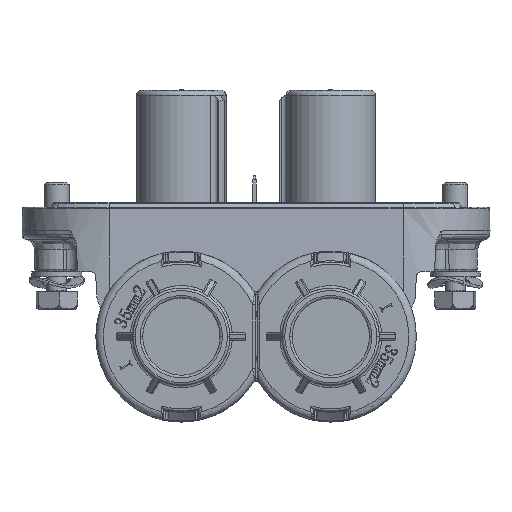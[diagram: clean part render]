
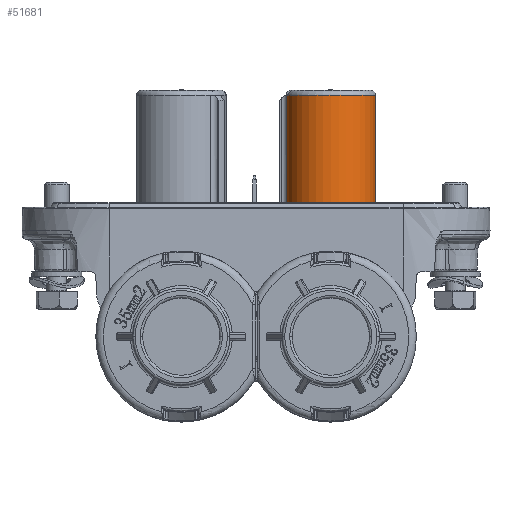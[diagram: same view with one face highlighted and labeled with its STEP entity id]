
A CAD part, front view. The second image highlights one B-rep face of the part: STEP entity #51681.
In plain terms, the highlighted cylindrical face has radius 9 mm (diameter 18 mm), a partial arc.
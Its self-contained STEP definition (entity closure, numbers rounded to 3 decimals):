
#574 = ORIENTED_EDGE ( 'NONE', *, *, #89861, .T. ) ;
#1451 = CYLINDRICAL_SURFACE ( 'NONE', #79811, 9. ) ;
#4423 = DIRECTION ( 'NONE',  ( 0., 0., -1. ) ) ;
#5787 = CARTESIAN_POINT ( 'NONE',  ( 15., 0., 0. ) ) ;
#6692 = EDGE_CURVE ( 'NONE', #60805, #83211, #43346, .T. ) ;
#7575 = EDGE_CURVE ( 'NONE', #132846, #60805, #59421, .T. ) ;
#9076 = VECTOR ( 'NONE', #92088, 1000. ) ;
#15211 = EDGE_CURVE ( 'NONE', #19815, #132846, #119620, .T. ) ;
#15484 = DIRECTION ( 'NONE',  ( 0., 0., -1. ) ) ;
#17448 = DIRECTION ( 'NONE',  ( -0.989, -0.147, 0. ) ) ;
#19815 = VERTEX_POINT ( 'NONE', #60427 ) ;
#38651 = AXIS2_PLACEMENT_3D ( 'NONE', #5787, #86561, #17448 ) ;
#41516 = DIRECTION ( 'NONE',  ( 0., 0., -1. ) ) ;
#43346 = LINE ( 'NONE', #115294, #9076 ) ;
#51681 = ADVANCED_FACE ( 'NONE', ( #93631 ), #1451, .T. ) ;
#56708 = CARTESIAN_POINT ( 'NONE',  ( 6.164, 1.71, 26. ) ) ;
#59421 = CIRCLE ( 'NONE', #97262, 9. ) ;
#59422 = ORIENTED_EDGE ( 'NONE', *, *, #6692, .T. ) ;
#60427 = CARTESIAN_POINT ( 'NONE',  ( 6.164, 1.71, 25. ) ) ;
#60469 = ORIENTED_EDGE ( 'NONE', *, *, #15211, .T. ) ;
#60805 = VERTEX_POINT ( 'NONE', #80585 ) ;
#66856 = ORIENTED_EDGE ( 'NONE', *, *, #107764, .T. ) ;
#73077 = VECTOR ( 'NONE', #103232, 1000. ) ;
#74822 = VERTEX_POINT ( 'NONE', #89944 ) ;
#77527 = AXIS2_PLACEMENT_3D ( 'NONE', #110705, #41516, #122316 ) ;
#79811 = AXIS2_PLACEMENT_3D ( 'NONE', #96831, #4423, #85175 ) ;
#80585 = CARTESIAN_POINT ( 'NONE',  ( 6.164, -1.71, 25. ) ) ;
#83211 = VERTEX_POINT ( 'NONE', #129441 ) ;
#84573 = CARTESIAN_POINT ( 'NONE',  ( 15., 0., 25. ) ) ;
#85175 = DIRECTION ( 'NONE',  ( -1., 0., 0. ) ) ;
#86561 = DIRECTION ( 'NONE',  ( 0., 0., 1. ) ) ;
#89861 = EDGE_CURVE ( 'NONE', #83211, #74822, #105304, .T. ) ;
#89944 = CARTESIAN_POINT ( 'NONE',  ( 6.164, 1.71, 0. ) ) ;
#92088 = DIRECTION ( 'NONE',  ( 0., 0., -1. ) ) ;
#93631 = FACE_OUTER_BOUND ( 'NONE', #98432, .T. ) ;
#96239 = DIRECTION ( 'NONE',  ( -0.989, 0.147, 0. ) ) ;
#96831 = CARTESIAN_POINT ( 'NONE',  ( 15., 0., 26. ) ) ;
#97262 = AXIS2_PLACEMENT_3D ( 'NONE', #84573, #15484, #96239 ) ;
#98432 = EDGE_LOOP ( 'NONE', ( #574, #66856, #60469, #128222, #59422 ) ) ;
#103207 = CARTESIAN_POINT ( 'NONE',  ( 24., 0., 25. ) ) ;
#103232 = DIRECTION ( 'NONE',  ( 0., 0., 1. ) ) ;
#105304 = CIRCLE ( 'NONE', #38651, 9. ) ;
#107430 = LINE ( 'NONE', #56708, #73077 ) ;
#107764 = EDGE_CURVE ( 'NONE', #74822, #19815, #107430, .T. ) ;
#110705 = CARTESIAN_POINT ( 'NONE',  ( 15., 0., 25. ) ) ;
#115294 = CARTESIAN_POINT ( 'NONE',  ( 6.164, -1.71, 26. ) ) ;
#119620 = CIRCLE ( 'NONE', #77527, 9. ) ;
#122316 = DIRECTION ( 'NONE',  ( -0.989, 0.147, 0. ) ) ;
#128222 = ORIENTED_EDGE ( 'NONE', *, *, #7575, .T. ) ;
#129441 = CARTESIAN_POINT ( 'NONE',  ( 6.164, -1.71, 0. ) ) ;
#132846 = VERTEX_POINT ( 'NONE', #103207 ) ;
